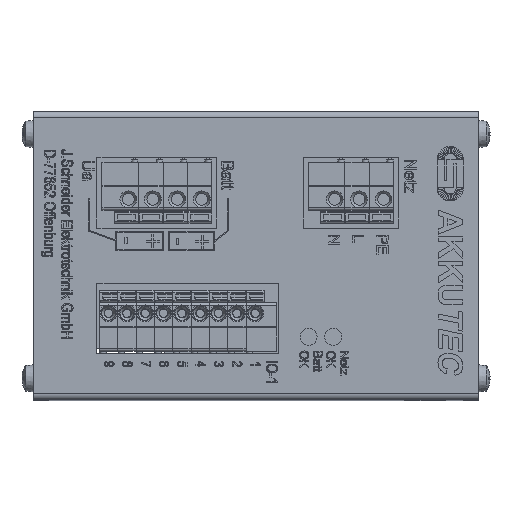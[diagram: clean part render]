
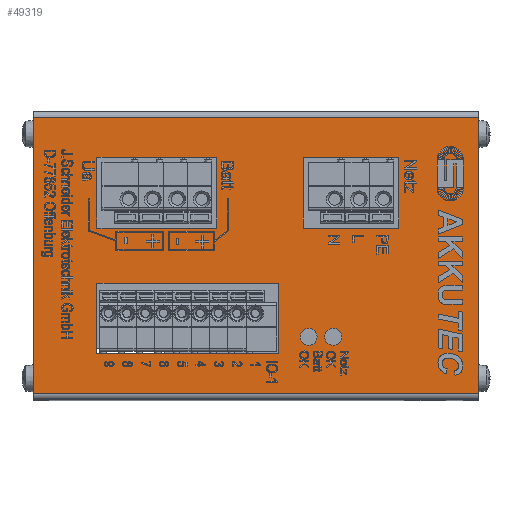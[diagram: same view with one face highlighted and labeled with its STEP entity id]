
A CAD part, top view. The second image highlights one B-rep face of the part: STEP entity #49319.
In plain terms, the highlighted face is planar.
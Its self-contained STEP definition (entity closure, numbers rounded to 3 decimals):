
#3166=FACE_BOUND('',#8737,.T.);
#3167=FACE_BOUND('',#8738,.T.);
#3168=FACE_BOUND('',#8739,.T.);
#3169=FACE_BOUND('',#8740,.T.);
#3170=FACE_BOUND('',#8741,.T.);
#3886=PLANE('',#52734);
#5860=FACE_OUTER_BOUND('',#8736,.T.);
#8736=EDGE_LOOP('',(#38352,#38353,#38354,#38355));
#8737=EDGE_LOOP('',(#38356));
#8738=EDGE_LOOP('',(#38357));
#8739=EDGE_LOOP('',(#38358,#38359,#38360,#38361));
#8740=EDGE_LOOP('',(#38362,#38363,#38364,#38365));
#8741=EDGE_LOOP('',(#38366,#38367,#38368,#38369));
#12560=LINE('',#70936,#17779);
#12563=LINE('',#70953,#17782);
#12566=LINE('',#70970,#17785);
#12570=LINE('',#70978,#17789);
#12573=LINE('',#70984,#17792);
#12576=LINE('',#70989,#17795);
#12578=LINE('',#70994,#17797);
#12582=LINE('',#71002,#17801);
#12585=LINE('',#71008,#17804);
#12588=LINE('',#71013,#17807);
#12590=LINE('',#71018,#17809);
#12594=LINE('',#71026,#17813);
#12597=LINE('',#71032,#17816);
#12600=LINE('',#71037,#17819);
#12602=LINE('',#71040,#17821);
#12603=LINE('',#71042,#17822);
#17779=VECTOR('',#58396,57.4);
#17782=VECTOR('',#58415,57.4);
#17785=VECTOR('',#58434,24.9);
#17789=VECTOR('',#58440,14.7);
#17792=VECTOR('',#58445,24.9);
#17795=VECTOR('',#58450,14.7);
#17797=VECTOR('',#58454,19.8);
#17801=VECTOR('',#58460,14.7);
#17804=VECTOR('',#58465,19.8);
#17807=VECTOR('',#58470,14.7);
#17809=VECTOR('',#58474,37.8);
#17813=VECTOR('',#58480,14.6);
#17816=VECTOR('',#58485,37.8);
#17819=VECTOR('',#58490,14.6);
#17821=VECTOR('',#58494,92.5);
#17822=VECTOR('',#58497,92.5);
#21568=CIRCLE('',#52717,1.75);
#21570=CIRCLE('',#52720,1.75);
#23448=VERTEX_POINT('',#70933);
#23449=VERTEX_POINT('',#70935);
#23454=VERTEX_POINT('',#70950);
#23455=VERTEX_POINT('',#70952);
#23457=VERTEX_POINT('',#70958);
#23459=VERTEX_POINT('',#70964);
#23460=VERTEX_POINT('',#70968);
#23461=VERTEX_POINT('',#70969);
#23464=VERTEX_POINT('',#70977);
#23466=VERTEX_POINT('',#70983);
#23468=VERTEX_POINT('',#70992);
#23469=VERTEX_POINT('',#70993);
#23472=VERTEX_POINT('',#71001);
#23474=VERTEX_POINT('',#71007);
#23476=VERTEX_POINT('',#71016);
#23477=VERTEX_POINT('',#71017);
#23480=VERTEX_POINT('',#71025);
#23482=VERTEX_POINT('',#71031);
#28940=EDGE_CURVE('',#23448,#23449,#12560,.T.);
#28949=EDGE_CURVE('',#23455,#23454,#12563,.T.);
#28953=EDGE_CURVE('',#23457,#23457,#21568,.T.);
#28956=EDGE_CURVE('',#23459,#23459,#21570,.T.);
#28957=EDGE_CURVE('',#23460,#23461,#12566,.T.);
#28961=EDGE_CURVE('',#23464,#23460,#12570,.T.);
#28964=EDGE_CURVE('',#23466,#23464,#12573,.T.);
#28967=EDGE_CURVE('',#23461,#23466,#12576,.T.);
#28969=EDGE_CURVE('',#23468,#23469,#12578,.T.);
#28973=EDGE_CURVE('',#23472,#23468,#12582,.T.);
#28976=EDGE_CURVE('',#23474,#23472,#12585,.T.);
#28979=EDGE_CURVE('',#23469,#23474,#12588,.T.);
#28981=EDGE_CURVE('',#23476,#23477,#12590,.T.);
#28985=EDGE_CURVE('',#23480,#23476,#12594,.T.);
#28988=EDGE_CURVE('',#23482,#23480,#12597,.T.);
#28991=EDGE_CURVE('',#23477,#23482,#12600,.T.);
#28993=EDGE_CURVE('',#23454,#23449,#12602,.T.);
#28994=EDGE_CURVE('',#23455,#23448,#12603,.T.);
#38352=ORIENTED_EDGE('',*,*,#28949,.T.);
#38353=ORIENTED_EDGE('',*,*,#28993,.T.);
#38354=ORIENTED_EDGE('',*,*,#28940,.F.);
#38355=ORIENTED_EDGE('',*,*,#28994,.F.);
#38356=ORIENTED_EDGE('',*,*,#28953,.T.);
#38357=ORIENTED_EDGE('',*,*,#28956,.T.);
#38358=ORIENTED_EDGE('',*,*,#28957,.T.);
#38359=ORIENTED_EDGE('',*,*,#28967,.T.);
#38360=ORIENTED_EDGE('',*,*,#28964,.T.);
#38361=ORIENTED_EDGE('',*,*,#28961,.T.);
#38362=ORIENTED_EDGE('',*,*,#28969,.T.);
#38363=ORIENTED_EDGE('',*,*,#28979,.T.);
#38364=ORIENTED_EDGE('',*,*,#28976,.T.);
#38365=ORIENTED_EDGE('',*,*,#28973,.T.);
#38366=ORIENTED_EDGE('',*,*,#28981,.T.);
#38367=ORIENTED_EDGE('',*,*,#28991,.T.);
#38368=ORIENTED_EDGE('',*,*,#28988,.T.);
#38369=ORIENTED_EDGE('',*,*,#28985,.T.);
#49319=ADVANCED_FACE('',(#5860,#3166,#3167,#3168,#3169,#3170),#3886,.T.);
#52717=AXIS2_PLACEMENT_3D('',#70960,#58423,#58424);
#52720=AXIS2_PLACEMENT_3D('',#70966,#58430,#58431);
#52734=AXIS2_PLACEMENT_3D('',#71041,#58495,#58496);
#58396=DIRECTION('',(0.,0.,1.));
#58415=DIRECTION('',(0.,0.,1.));
#58423=DIRECTION('center_axis',(1.,0.,0.));
#58424=DIRECTION('ref_axis',(0.,0.,1.));
#58430=DIRECTION('center_axis',(1.,0.,0.));
#58431=DIRECTION('ref_axis',(0.,0.,1.));
#58434=DIRECTION('',(0.,-1.,0.));
#58440=DIRECTION('',(0.,0.,1.));
#58445=DIRECTION('',(0.,1.,0.));
#58450=DIRECTION('',(0.,0.,-1.));
#58454=DIRECTION('',(0.,1.,0.));
#58460=DIRECTION('',(0.,0.,-1.));
#58465=DIRECTION('',(0.,-1.,0.));
#58470=DIRECTION('',(0.,0.,1.));
#58474=DIRECTION('',(0.,1.,0.));
#58480=DIRECTION('',(0.,0.,-1.));
#58485=DIRECTION('',(0.,-1.,0.));
#58490=DIRECTION('',(0.,0.,1.));
#58494=DIRECTION('',(0.,1.,0.));
#58495=DIRECTION('center_axis',(-1.,0.,0.));
#58496=DIRECTION('ref_axis',(0.,0.,1.));
#58497=DIRECTION('',(0.,1.,0.));
#70933=CARTESIAN_POINT('',(-112.4,92.5,-57.9));
#70935=CARTESIAN_POINT('',(-112.4,92.5,-0.5));
#70936=CARTESIAN_POINT('',(-112.4,92.5,-57.9));
#70950=CARTESIAN_POINT('',(-112.4,0.,-0.5));
#70952=CARTESIAN_POINT('',(-112.4,0.,-57.9));
#70953=CARTESIAN_POINT('',(-112.4,0.,-57.9));
#70958=CARTESIAN_POINT('',(-112.4,30.2,-47.85));
#70960=CARTESIAN_POINT('Origin',(-112.4,30.2,-46.1));
#70964=CARTESIAN_POINT('',(-112.4,35.3,-47.85));
#70966=CARTESIAN_POINT('Origin',(-112.4,35.3,-46.1));
#70968=CARTESIAN_POINT('',(-112.4,79.3,-8.8));
#70969=CARTESIAN_POINT('',(-112.4,54.4,-8.8));
#70970=CARTESIAN_POINT('',(-112.4,39.65,-8.8));
#70977=CARTESIAN_POINT('',(-112.4,79.3,-23.5));
#70978=CARTESIAN_POINT('',(-112.4,79.3,-40.7));
#70983=CARTESIAN_POINT('',(-112.4,54.4,-23.5));
#70984=CARTESIAN_POINT('',(-112.4,27.2,-23.5));
#70989=CARTESIAN_POINT('',(-112.4,54.4,-33.35));
#70992=CARTESIAN_POINT('',(-112.4,16.6,-23.5));
#70993=CARTESIAN_POINT('',(-112.4,36.4,-23.5));
#70994=CARTESIAN_POINT('',(-112.4,8.3,-23.5));
#71001=CARTESIAN_POINT('',(-112.4,16.6,-8.8));
#71002=CARTESIAN_POINT('',(-112.4,16.6,-33.35));
#71007=CARTESIAN_POINT('',(-112.4,36.4,-8.8));
#71008=CARTESIAN_POINT('',(-112.4,18.2,-8.8));
#71013=CARTESIAN_POINT('',(-112.4,36.4,-40.7));
#71016=CARTESIAN_POINT('',(-112.4,41.5,-49.6));
#71017=CARTESIAN_POINT('',(-112.4,79.3,-49.6));
#71018=CARTESIAN_POINT('',(-112.4,20.75,-49.6));
#71025=CARTESIAN_POINT('',(-112.4,41.5,-35.));
#71026=CARTESIAN_POINT('',(-112.4,41.5,-46.45));
#71031=CARTESIAN_POINT('',(-112.4,79.3,-35.));
#71032=CARTESIAN_POINT('',(-112.4,39.65,-35.));
#71037=CARTESIAN_POINT('',(-112.4,79.3,-53.75));
#71040=CARTESIAN_POINT('',(-112.4,0.,-0.5));
#71041=CARTESIAN_POINT('Origin',(-112.4,0.,-57.9));
#71042=CARTESIAN_POINT('',(-112.4,0.,-57.9));
